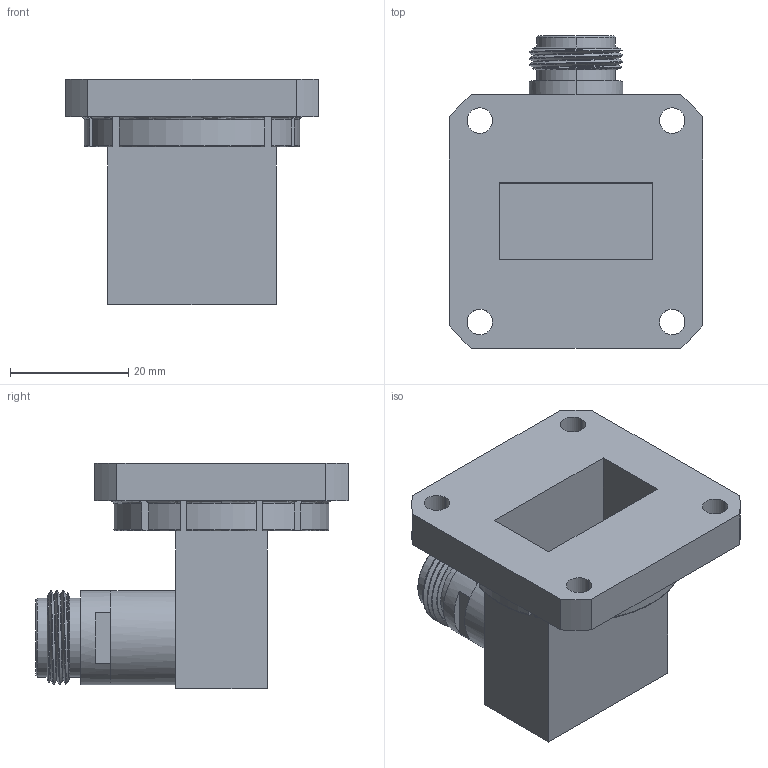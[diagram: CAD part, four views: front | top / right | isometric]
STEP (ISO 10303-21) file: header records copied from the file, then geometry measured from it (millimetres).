
FILE_DESCRIPTION (( 'STEP AP214' ), '1' );
FILE_NAME ('PEWCA1038.step', '2021-05-20T17:06:40', ( '' ), ( '' ), 'SwSTEP 2.0', 'SolidWorks 2020', '' );
FILE_SCHEMA (( 'AUTOMOTIVE_DESIGN' ));
Length unit declared in the file: inch
Products named in the file (3): N FEMALE-SOLID; PEWCA1038
Assembly tree (2 placements, depth 2):
  PEWCA1038
    PEWCA1038
    N FEMALE-SOLID
Bounding box: 42.85 x 52.79 x 38.1 mm (x, y, z)
Volume: 19292.9 mm3; surface area: 13217.3 mm2
Topology: 3 solids, 3 shells, 130 faces, 342 edges, 222 vertices
Faces by surface type: plane 52, cylinder 43, torus 18, cone 14, bspline 3
Entity records: 5054 total; most frequent: CARTESIAN_POINT 1728, ORIENTED_EDGE 684, DIRECTION 656, EDGE_CURVE 342, AXIS2_PLACEMENT_3D 243, VERTEX_POINT 222, LINE 170, VECTOR 170
